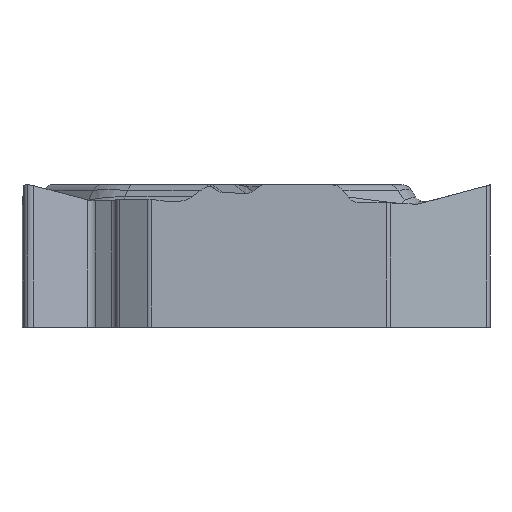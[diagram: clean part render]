
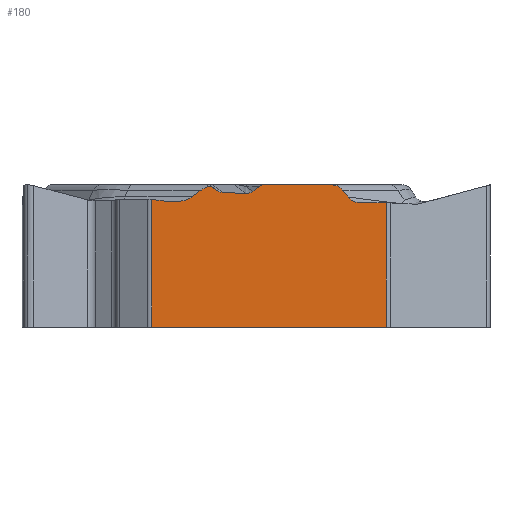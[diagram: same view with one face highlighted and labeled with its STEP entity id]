
A CAD part, left-side view. The second image highlights one B-rep face of the part: STEP entity #180.
In plain terms, the highlighted planar face has unit normal (-1, 0, 0).
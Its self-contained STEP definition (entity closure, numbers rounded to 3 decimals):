
#180=ADVANCED_FACE('',(#340),#295,.F.);
#295=PLANE('',#2209);
#340=FACE_OUTER_BOUND('',#453,.T.);
#453=EDGE_LOOP('',(#662,#663,#664,#665,#666,#667,#668,#669,#670,#671,#672,
#673,#674,#675,#676,#677,#678,#679,#680));
#578=ELLIPSE('',#2204,0.39,0.32);
#579=ELLIPSE('',#2205,0.377,0.32);
#580=ELLIPSE('',#2206,0.167,0.15);
#581=ELLIPSE('',#2207,0.64,0.32);
#582=ELLIPSE('',#2208,0.64,0.32);
#662=ORIENTED_EDGE('',*,*,#1491,.T.);
#663=ORIENTED_EDGE('',*,*,#1492,.F.);
#664=ORIENTED_EDGE('',*,*,#1493,.T.);
#665=ORIENTED_EDGE('',*,*,#1494,.F.);
#666=ORIENTED_EDGE('',*,*,#1495,.T.);
#667=ORIENTED_EDGE('',*,*,#1496,.T.);
#668=ORIENTED_EDGE('',*,*,#1497,.F.);
#669=ORIENTED_EDGE('',*,*,#1498,.F.);
#670=ORIENTED_EDGE('',*,*,#1499,.F.);
#671=ORIENTED_EDGE('',*,*,#1500,.T.);
#672=ORIENTED_EDGE('',*,*,#1501,.T.);
#673=ORIENTED_EDGE('',*,*,#1502,.T.);
#674=ORIENTED_EDGE('',*,*,#1503,.T.);
#675=ORIENTED_EDGE('',*,*,#1504,.T.);
#676=ORIENTED_EDGE('',*,*,#1505,.F.);
#677=ORIENTED_EDGE('',*,*,#1506,.F.);
#678=ORIENTED_EDGE('',*,*,#1507,.F.);
#679=ORIENTED_EDGE('',*,*,#1508,.T.);
#680=ORIENTED_EDGE('',*,*,#1509,.T.);
#1286=VERTEX_POINT('',#3552);
#1287=VERTEX_POINT('',#3553);
#1288=VERTEX_POINT('',#3555);
#1289=VERTEX_POINT('',#3557);
#1290=VERTEX_POINT('',#3559);
#1291=VERTEX_POINT('',#3561);
#1292=VERTEX_POINT('',#3563);
#1293=VERTEX_POINT('',#3565);
#1294=VERTEX_POINT('',#3567);
#1295=VERTEX_POINT('',#3569);
#1296=VERTEX_POINT('',#3571);
#1297=VERTEX_POINT('',#3582);
#1298=VERTEX_POINT('',#3584);
#1299=VERTEX_POINT('',#3598);
#1300=VERTEX_POINT('',#3600);
#1301=VERTEX_POINT('',#3614);
#1302=VERTEX_POINT('',#3616);
#1303=VERTEX_POINT('',#3618);
#1304=VERTEX_POINT('',#3620);
#1491=EDGE_CURVE('',#1286,#1287,#1792,.T.);
#1492=EDGE_CURVE('',#1288,#1287,#1793,.T.);
#1493=EDGE_CURVE('',#1288,#1289,#1794,.T.);
#1494=EDGE_CURVE('',#1290,#1289,#1795,.T.);
#1495=EDGE_CURVE('',#1290,#1291,#578,.T.);
#1496=EDGE_CURVE('',#1291,#1292,#1796,.T.);
#1497=EDGE_CURVE('',#1293,#1292,#579,.T.);
#1498=EDGE_CURVE('',#1294,#1293,#1797,.T.);
#1499=EDGE_CURVE('',#1295,#1294,#580,.T.);
#1500=EDGE_CURVE('',#1295,#1296,#1798,.T.);
#1501=EDGE_CURVE('',#1296,#1297,#2141,.T.);
#1502=EDGE_CURVE('',#1297,#1298,#1799,.T.);
#1503=EDGE_CURVE('',#1298,#1299,#2142,.T.);
#1504=EDGE_CURVE('',#1299,#1300,#1800,.T.);
#1505=EDGE_CURVE('',#1301,#1300,#2143,.T.);
#1506=EDGE_CURVE('',#1302,#1301,#581,.T.);
#1507=EDGE_CURVE('',#1303,#1302,#1801,.T.);
#1508=EDGE_CURVE('',#1303,#1304,#582,.T.);
#1509=EDGE_CURVE('',#1304,#1286,#1802,.T.);
#1792=LINE('',#3551,#1966);
#1793=LINE('',#3554,#1967);
#1794=LINE('',#3556,#1968);
#1795=LINE('',#3558,#1969);
#1796=LINE('',#3562,#1970);
#1797=LINE('',#3566,#1971);
#1798=LINE('',#3570,#1972);
#1799=LINE('',#3583,#1973);
#1800=LINE('',#3599,#1974);
#1801=LINE('',#3617,#1975);
#1802=LINE('',#3621,#1976);
#1966=VECTOR('',#2452,1.);
#1967=VECTOR('',#2453,1.);
#1968=VECTOR('',#2454,1.);
#1969=VECTOR('',#2455,1.);
#1970=VECTOR('',#2458,1.);
#1971=VECTOR('',#2461,1.);
#1972=VECTOR('',#2464,1.);
#1973=VECTOR('',#2465,1.);
#1974=VECTOR('',#2466,1.);
#1975=VECTOR('',#2469,1.);
#1976=VECTOR('',#2472,1.);
#2141=B_SPLINE_CURVE_WITH_KNOTS('',3,(#3572,#3573,#3574,#3575,#3576,#3577,
#3578,#3579,#3580,#3581),.UNSPECIFIED.,.F.,.F.,(4,3,3,4),(0.,0.474,
0.706,1.),.UNSPECIFIED.);
#2142=B_SPLINE_CURVE_WITH_KNOTS('',3,(#3585,#3586,#3587,#3588,#3589,#3590,
#3591,#3592,#3593,#3594,#3595,#3596,#3597),.UNSPECIFIED.,.F.,.F.,(4,3,3,
3,4),(0.,0.25,0.499,0.746,1.),
 .UNSPECIFIED.);
#2143=B_SPLINE_CURVE_WITH_KNOTS('',3,(#3601,#3602,#3603,#3604,#3605,#3606,
#3607,#3608,#3609,#3610,#3611,#3612,#3613),.UNSPECIFIED.,.F.,.F.,(4,3,3,
3,4),(0.,0.263,0.524,0.907,1.),
 .UNSPECIFIED.);
#2204=AXIS2_PLACEMENT_3D('',#3560,#2456,#2457);
#2205=AXIS2_PLACEMENT_3D('',#3564,#2459,#2460);
#2206=AXIS2_PLACEMENT_3D('',#3568,#2462,#2463);
#2207=AXIS2_PLACEMENT_3D('',#3615,#2467,#2468);
#2208=AXIS2_PLACEMENT_3D('',#3619,#2470,#2471);
#2209=AXIS2_PLACEMENT_3D('',#3622,#2473,#2474);
#2452=DIRECTION('',(0.,0.,-1.));
#2453=DIRECTION('',(0.,1.,0.));
#2454=DIRECTION('',(0.,0.,1.));
#2455=DIRECTION('',(0.,-1.,0.));
#2456=DIRECTION('',(1.,0.,0.));
#2457=DIRECTION('',(0.,0.992,0.125));
#2458=DIRECTION('',(0.,0.608,0.794));
#2459=DIRECTION('',(1.,0.,0.));
#2460=DIRECTION('',(0.,1.,0.));
#2461=DIRECTION('',(0.,-1.,0.));
#2462=DIRECTION('',(1.,0.,0.));
#2463=DIRECTION('',(0.,1.,0.));
#2464=DIRECTION('',(0.,0.794,-0.608));
#2465=DIRECTION('',(0.,0.999,0.049));
#2466=DIRECTION('',(0.,0.757,0.653));
#2467=DIRECTION('',(1.,0.,0.));
#2468=DIRECTION('',(0.,1.,0.));
#2469=DIRECTION('',(0.,-0.792,0.61));
#2470=DIRECTION('',(1.,0.,0.));
#2471=DIRECTION('',(0.,-1.,0.));
#2472=DIRECTION('',(0.,0.991,0.133));
#2473=DIRECTION('',(1.,0.,0.));
#2474=DIRECTION('',(0.,1.,0.));
#3551=CARTESIAN_POINT('',(-4.763,2.545,0.));
#3552=CARTESIAN_POINT('',(-4.763,2.545,-0.403));
#3553=CARTESIAN_POINT('',(-4.763,2.545,-3.97));
#3554=CARTESIAN_POINT('',(-4.763,-7.335,-3.97));
#3555=CARTESIAN_POINT('',(-4.762,-4.003,-3.97));
#3556=CARTESIAN_POINT('',(-4.762,-4.003,0.));
#3557=CARTESIAN_POINT('',(-4.762,-4.003,-0.5));
#3558=CARTESIAN_POINT('',(-4.763,7.335,-0.5));
#3559=CARTESIAN_POINT('',(-4.763,-3.29,-0.5));
#3560=CARTESIAN_POINT('',(-4.763,-3.271,-0.179));
#3561=CARTESIAN_POINT('',(-4.763,-2.945,-0.341));
#3562=CARTESIAN_POINT('',(-4.763,1.019,4.836));
#3563=CARTESIAN_POINT('',(-4.763,-2.796,-0.146));
#3564=CARTESIAN_POINT('',(-4.763,-2.479,-0.32));
#3565=CARTESIAN_POINT('',(-4.763,-2.479,0.));
#3566=CARTESIAN_POINT('',(-4.763,7.335,0.));
#3567=CARTESIAN_POINT('',(-4.763,-0.581,0.));
#3568=CARTESIAN_POINT('',(-4.763,-0.581,-0.15));
#3569=CARTESIAN_POINT('',(-4.763,-0.473,-0.036));
#3570=CARTESIAN_POINT('',(-4.763,4.43,-3.792));
#3571=CARTESIAN_POINT('',(-4.763,-0.283,-0.181));
#3572=CARTESIAN_POINT('',(-4.763,-0.283,-0.181));
#3573=CARTESIAN_POINT('',(-4.763,-0.257,-0.201));
#3574=CARTESIAN_POINT('',(-4.763,-0.226,-0.217));
#3575=CARTESIAN_POINT('',(-4.763,-0.195,-0.227));
#3576=CARTESIAN_POINT('',(-4.763,-0.179,-0.232));
#3577=CARTESIAN_POINT('',(-4.763,-0.163,-0.236));
#3578=CARTESIAN_POINT('',(-4.763,-0.147,-0.238));
#3579=CARTESIAN_POINT('',(-4.763,-0.126,-0.242));
#3580=CARTESIAN_POINT('',(-4.763,-0.105,-0.243));
#3581=CARTESIAN_POINT('',(-4.763,-0.084,-0.242));
#3582=CARTESIAN_POINT('',(-4.763,-0.084,-0.242));
#3583=CARTESIAN_POINT('',(-4.763,-7.306,-0.593));
#3584=CARTESIAN_POINT('',(-4.763,0.563,-0.21));
#3585=CARTESIAN_POINT('',(-4.763,0.563,-0.21));
#3586=CARTESIAN_POINT('',(-4.763,0.581,-0.209));
#3587=CARTESIAN_POINT('',(-4.763,0.599,-0.207));
#3588=CARTESIAN_POINT('',(-4.763,0.617,-0.203));
#3589=CARTESIAN_POINT('',(-4.763,0.634,-0.199));
#3590=CARTESIAN_POINT('',(-4.763,0.652,-0.194));
#3591=CARTESIAN_POINT('',(-4.763,0.668,-0.187));
#3592=CARTESIAN_POINT('',(-4.763,0.685,-0.18));
#3593=CARTESIAN_POINT('',(-4.763,0.701,-0.172));
#3594=CARTESIAN_POINT('',(-4.763,0.717,-0.163));
#3595=CARTESIAN_POINT('',(-4.763,0.732,-0.153));
#3596=CARTESIAN_POINT('',(-4.763,0.747,-0.142));
#3597=CARTESIAN_POINT('',(-4.763,0.761,-0.13));
#3598=CARTESIAN_POINT('',(-4.763,0.761,-0.13));
#3599=CARTESIAN_POINT('',(-4.763,-3.813,-4.079));
#3600=CARTESIAN_POINT('',(-4.763,0.792,-0.104));
#3601=CARTESIAN_POINT('',(-4.763,0.979,-0.054));
#3602=CARTESIAN_POINT('',(-4.763,0.963,-0.048));
#3603=CARTESIAN_POINT('',(-4.763,0.944,-0.046));
#3604=CARTESIAN_POINT('',(-4.763,0.927,-0.046));
#3605=CARTESIAN_POINT('',(-4.763,0.909,-0.047));
#3606=CARTESIAN_POINT('',(-4.763,0.891,-0.05));
#3607=CARTESIAN_POINT('',(-4.763,0.875,-0.056));
#3608=CARTESIAN_POINT('',(-4.763,0.85,-0.064));
#3609=CARTESIAN_POINT('',(-4.763,0.827,-0.077));
#3610=CARTESIAN_POINT('',(-4.763,0.806,-0.092));
#3611=CARTESIAN_POINT('',(-4.763,0.801,-0.096));
#3612=CARTESIAN_POINT('',(-4.763,0.796,-0.1));
#3613=CARTESIAN_POINT('',(-4.763,0.792,-0.104));
#3614=CARTESIAN_POINT('',(-4.763,0.979,-0.054));
#3615=CARTESIAN_POINT('',(-4.763,0.625,-0.32));
#3616=CARTESIAN_POINT('',(-4.763,1.162,-0.146));
#3617=CARTESIAN_POINT('',(-4.763,-4.243,4.016));
#3618=CARTESIAN_POINT('',(-4.763,1.398,-0.328));
#3619=CARTESIAN_POINT('',(-4.763,1.935,-0.153));
#3620=CARTESIAN_POINT('',(-4.763,2.1,-0.462));
#3621=CARTESIAN_POINT('',(-4.763,-7.108,-1.696));
#3622=CARTESIAN_POINT('',(-4.763,-7.335,0.));
